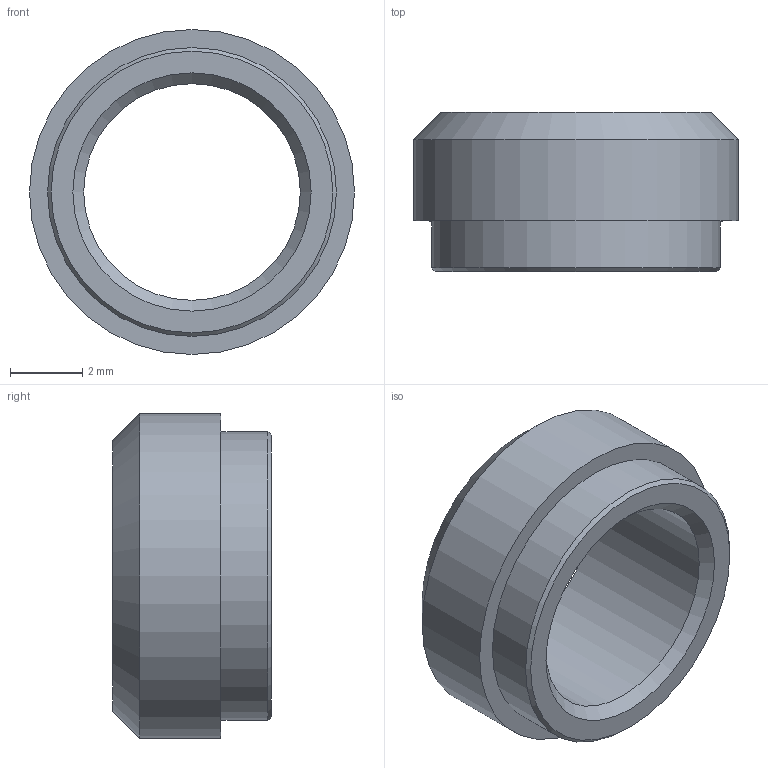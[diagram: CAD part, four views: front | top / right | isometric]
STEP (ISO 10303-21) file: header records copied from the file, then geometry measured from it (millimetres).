
FILE_DESCRIPTION(('FreeCAD Model'),'2;1');
FILE_NAME('pot_bushing.step','2021-01-29T11:16:31',('Author'),(''), 'Open CASCADE STEP processor 7.4','FreeCAD','Unknown');
FILE_SCHEMA(('AUTOMOTIVE_DESIGN { 1 0 10303 214 1 1 1 1 }'));
Length unit declared in the file: millimetre
Products named in the file (1): Chamfer002
Bounding box: 9 x 4.4 x 9 mm (x, y, z)
Volume: 128.3 mm3; surface area: 255.8 mm2
Topology: 1 solids, 1 shells, 9 faces, 15 edges, 9 vertices
Faces by surface type: plane 3, cone 3, cylinder 3
Full cylindrical faces by diameter (mm): 6 x1, 8 x1, 9 x1
Entity records: 429 total; most frequent: CARTESIAN_POINT 70, DIRECTION 68, ORIENTED_EDGE 30, PCURVE 30, DEFINITIONAL_REPRESENTATION 30, LINE 24, VECTOR 24, AXIS2_PLACEMENT_3D 19
